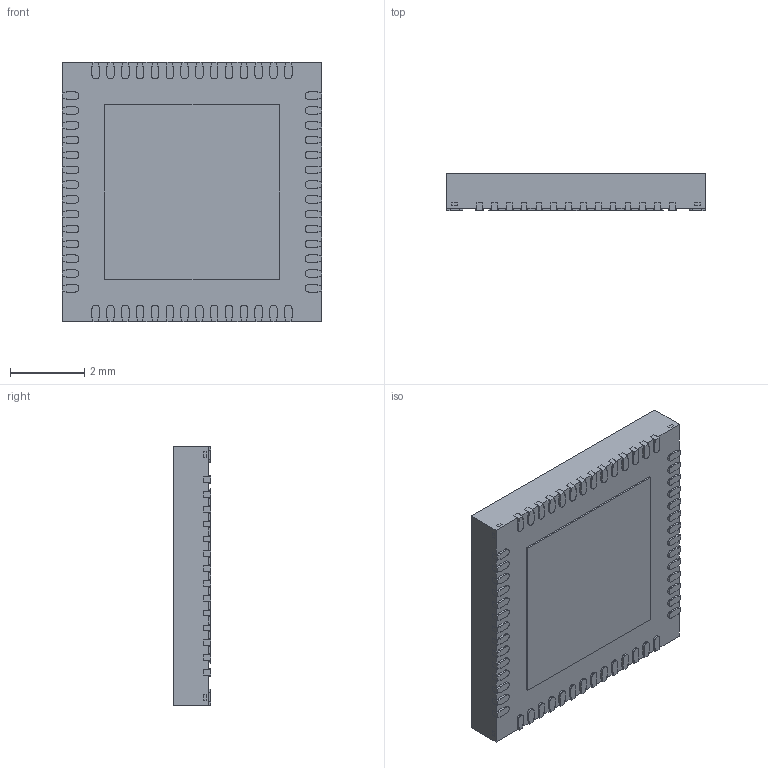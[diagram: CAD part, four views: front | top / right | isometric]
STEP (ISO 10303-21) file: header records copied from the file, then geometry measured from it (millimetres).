
FILE_DESCRIPTION (( 'STEP AP214' ), '1' );
FILE_NAME ('PCA9450BHN.STEP', '2023-09-14T02:32:53', ( '' ), ( '' ), 'SwSTEP 2.0', 'SolidWorks 2021', '' );
FILE_SCHEMA (( 'AUTOMOTIVE_DESIGN' ));
Length unit declared in the file: millimetre
Products named in the file (1): PCA9450BHN
Bounding box: 7 x 1 x 7 mm (x, y, z)
Volume: 47.9 mm3; surface area: 202.8 mm2
Topology: 63 solids, 63 shells, 1111 faces, 2952 edges, 1968 vertices
Faces by surface type: plane 967, cylinder 144
Entity records: 34642 total; most frequent: CARTESIAN_POINT 6032, ORIENTED_EDGE 5904, DIRECTION 5464, EDGE_CURVE 2952, VECTOR 2664, LINE 2664, VERTEX_POINT 1968, AXIS2_PLACEMENT_3D 1400
